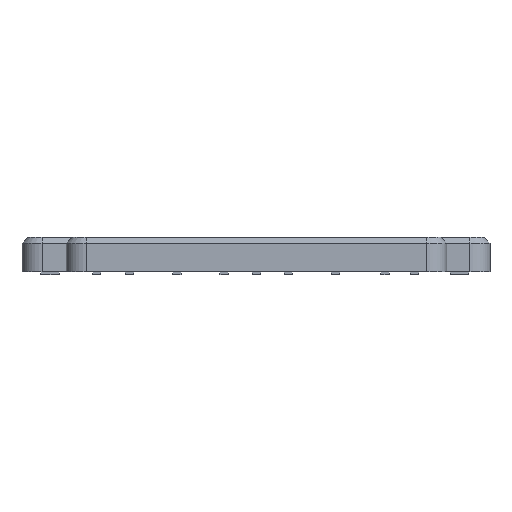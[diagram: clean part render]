
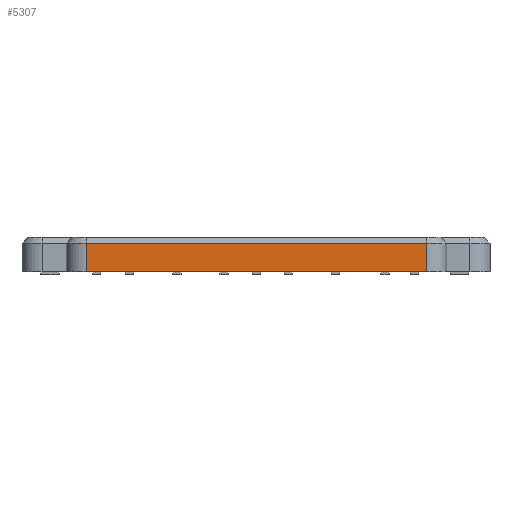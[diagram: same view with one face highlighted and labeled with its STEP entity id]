
A CAD part, front view. The second image highlights one B-rep face of the part: STEP entity #5307.
In plain terms, the highlighted planar face has unit normal (0, -1, 0).
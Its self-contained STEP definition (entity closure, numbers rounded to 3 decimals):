
#223=PLANE('',#5702);
#467=FACE_OUTER_BOUND('',#818,.T.);
#818=EDGE_LOOP('',(#4248,#4249,#4250,#4251));
#1259=LINE('',#8182,#1815);
#1349=LINE('',#8390,#1905);
#1350=LINE('',#8394,#1906);
#1351=LINE('',#8395,#1907);
#1815=VECTOR('',#6535,10.);
#1905=VECTOR('',#6741,10.);
#1906=VECTOR('',#6746,10.);
#1907=VECTOR('',#6747,10.);
#2541=VERTEX_POINT('',#8179);
#2542=VERTEX_POINT('',#8181);
#2602=VERTEX_POINT('',#8389);
#2603=VERTEX_POINT('',#8393);
#3096=EDGE_CURVE('',#2542,#2541,#1259,.T.);
#3201=EDGE_CURVE('',#2542,#2602,#1349,.T.);
#3203=EDGE_CURVE('',#2541,#2603,#1350,.T.);
#3204=EDGE_CURVE('',#2602,#2603,#1351,.T.);
#4248=ORIENTED_EDGE('',*,*,#3096,.T.);
#4249=ORIENTED_EDGE('',*,*,#3203,.T.);
#4250=ORIENTED_EDGE('',*,*,#3204,.F.);
#4251=ORIENTED_EDGE('',*,*,#3201,.F.);
#5307=ADVANCED_FACE('',(#467),#223,.T.);
#5702=AXIS2_PLACEMENT_3D('',#8392,#6744,#6745);
#6535=DIRECTION('',(1.,0.,0.));
#6741=DIRECTION('',(0.,0.,1.));
#6744=DIRECTION('center_axis',(0.,-1.,0.));
#6745=DIRECTION('ref_axis',(1.,0.,0.));
#6746=DIRECTION('',(0.,0.,1.));
#6747=DIRECTION('',(1.,0.,0.));
#8179=CARTESIAN_POINT('',(237.767,-85.2,-12.6));
#8181=CARTESIAN_POINT('',(34.267,-85.2,-12.6));
#8182=CARTESIAN_POINT('',(84.999,-85.2,-12.6));
#8389=CARTESIAN_POINT('',(34.267,-85.2,4.5));
#8390=CARTESIAN_POINT('',(34.267,-85.2,0.));
#8392=CARTESIAN_POINT('Origin',(34.267,-85.2,0.));
#8393=CARTESIAN_POINT('',(237.767,-85.2,4.5));
#8394=CARTESIAN_POINT('',(237.767,-85.2,0.));
#8395=CARTESIAN_POINT('',(84.999,-85.2,4.5));
